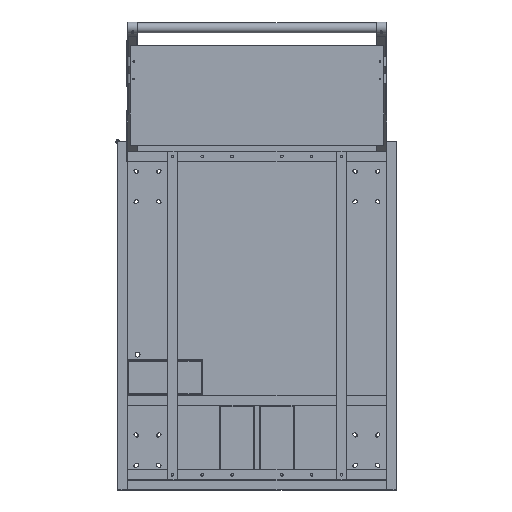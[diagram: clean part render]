
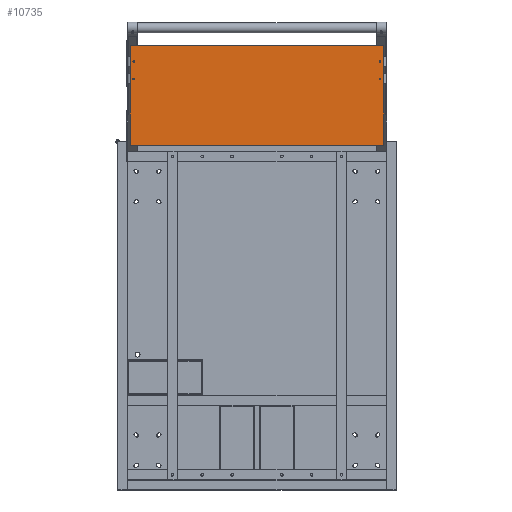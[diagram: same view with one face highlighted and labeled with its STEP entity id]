
A CAD part, top view. The second image highlights one B-rep face of the part: STEP entity #10735.
In plain terms, the highlighted planar face has unit normal (0, 0, 1).
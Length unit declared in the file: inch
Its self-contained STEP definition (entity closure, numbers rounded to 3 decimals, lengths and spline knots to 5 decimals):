
#664=FACE_BOUND('',#2411,.T.);
#665=FACE_BOUND('',#2412,.T.);
#666=FACE_BOUND('',#2413,.T.);
#667=FACE_BOUND('',#2414,.T.);
#962=PLANE('',#12183);
#1648=FACE_OUTER_BOUND('',#2410,.T.);
#2410=EDGE_LOOP('',(#9888,#9889,#9890,#9891));
#2411=EDGE_LOOP('',(#9892));
#2412=EDGE_LOOP('',(#9893));
#2413=EDGE_LOOP('',(#9894));
#2414=EDGE_LOOP('',(#9895));
#3277=LINE('',#19787,#4134);
#3278=LINE('',#19790,#4135);
#3279=LINE('',#19792,#4136);
#3280=LINE('',#19793,#4137);
#4134=VECTOR('',#15416,0.3937);
#4135=VECTOR('',#15419,0.3937);
#4136=VECTOR('',#15420,0.3937);
#4137=VECTOR('',#15421,0.3937);
#4637=CIRCLE('',#12172,0.0885);
#4639=CIRCLE('',#12175,0.0885);
#4641=CIRCLE('',#12178,0.0885);
#4643=CIRCLE('',#12181,0.0885);
#5557=VERTEX_POINT('',#19758);
#5559=VERTEX_POINT('',#19764);
#5561=VERTEX_POINT('',#19770);
#5563=VERTEX_POINT('',#19776);
#5565=VERTEX_POINT('',#19781);
#5567=VERTEX_POINT('',#19785);
#5568=VERTEX_POINT('',#19789);
#5569=VERTEX_POINT('',#19791);
#7000=EDGE_CURVE('',#5557,#5557,#4637,.T.);
#7003=EDGE_CURVE('',#5559,#5559,#4639,.T.);
#7006=EDGE_CURVE('',#5561,#5561,#4641,.T.);
#7009=EDGE_CURVE('',#5563,#5563,#4643,.T.);
#7013=EDGE_CURVE('',#5565,#5567,#3277,.T.);
#7014=EDGE_CURVE('',#5568,#5565,#3278,.T.);
#7015=EDGE_CURVE('',#5569,#5567,#3279,.T.);
#7016=EDGE_CURVE('',#5568,#5569,#3280,.T.);
#9888=ORIENTED_EDGE('',*,*,#7014,.T.);
#9889=ORIENTED_EDGE('',*,*,#7013,.T.);
#9890=ORIENTED_EDGE('',*,*,#7015,.F.);
#9891=ORIENTED_EDGE('',*,*,#7016,.F.);
#9892=ORIENTED_EDGE('',*,*,#7000,.T.);
#9893=ORIENTED_EDGE('',*,*,#7003,.T.);
#9894=ORIENTED_EDGE('',*,*,#7006,.T.);
#9895=ORIENTED_EDGE('',*,*,#7009,.T.);
#10735=ADVANCED_FACE('',(#1648,#664,#665,#666,#667),#962,.T.);
#12172=AXIS2_PLACEMENT_3D('',#19760,#15388,#15389);
#12175=AXIS2_PLACEMENT_3D('',#19766,#15395,#15396);
#12178=AXIS2_PLACEMENT_3D('',#19772,#15402,#15403);
#12181=AXIS2_PLACEMENT_3D('',#19778,#15409,#15410);
#12183=AXIS2_PLACEMENT_3D('',#19788,#15417,#15418);
#15388=DIRECTION('center_axis',(0.,0.,-1.));
#15389=DIRECTION('ref_axis',(1.,0.,0.));
#15395=DIRECTION('center_axis',(0.,0.,-1.));
#15396=DIRECTION('ref_axis',(1.,0.,0.));
#15402=DIRECTION('center_axis',(0.,0.,-1.));
#15403=DIRECTION('ref_axis',(1.,0.,0.));
#15409=DIRECTION('center_axis',(0.,0.,-1.));
#15410=DIRECTION('ref_axis',(1.,0.,0.));
#15416=DIRECTION('',(1.,0.,0.));
#15417=DIRECTION('center_axis',(0.,0.,1.));
#15418=DIRECTION('ref_axis',(0.,-1.,0.));
#15419=DIRECTION('',(0.,-1.,0.));
#15420=DIRECTION('',(0.,-1.,0.));
#15421=DIRECTION('',(1.,0.,0.));
#19758=CARTESIAN_POINT('',(26.287,8.01762,23.225));
#19760=CARTESIAN_POINT('Origin',(26.3755,8.01762,23.225));
#19764=CARTESIAN_POINT('',(1.536,6.26762,23.225));
#19766=CARTESIAN_POINT('Origin',(1.6245,6.26762,23.225));
#19770=CARTESIAN_POINT('',(26.287,6.26762,23.225));
#19772=CARTESIAN_POINT('Origin',(26.3755,6.26762,23.225));
#19776=CARTESIAN_POINT('',(1.536,8.01762,23.225));
#19778=CARTESIAN_POINT('Origin',(1.6245,8.01762,23.225));
#19781=CARTESIAN_POINT('',(1.25,-0.38505,23.225));
#19785=CARTESIAN_POINT('',(26.75,-0.38505,23.225));
#19787=CARTESIAN_POINT('',(1.25,-0.38505,23.225));
#19788=CARTESIAN_POINT('Origin',(1.25,9.61495,23.225));
#19789=CARTESIAN_POINT('',(1.25,9.61495,23.225));
#19790=CARTESIAN_POINT('',(1.25,9.61495,23.225));
#19791=CARTESIAN_POINT('',(26.75,9.61495,23.225));
#19792=CARTESIAN_POINT('',(26.75,9.61495,23.225));
#19793=CARTESIAN_POINT('',(1.25,9.61495,23.225));
